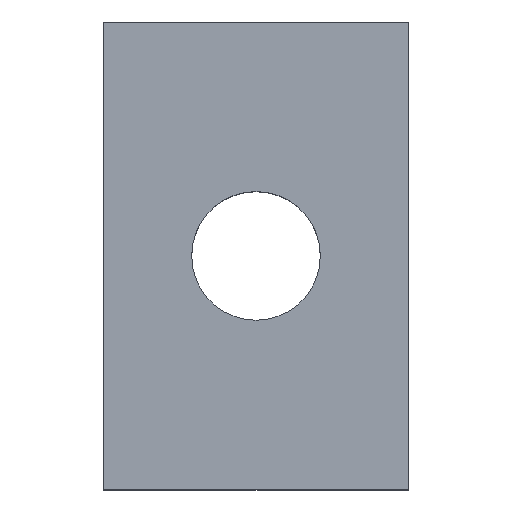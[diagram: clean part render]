
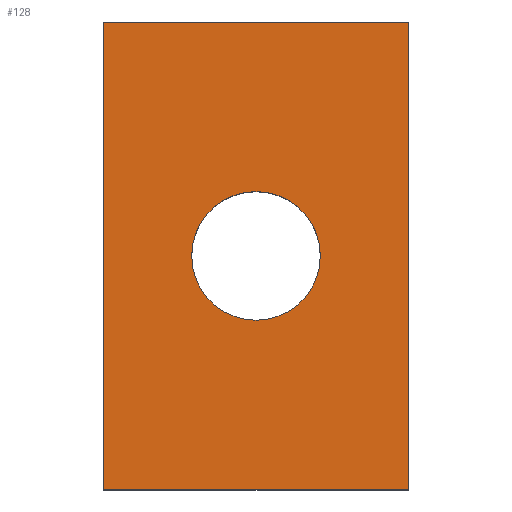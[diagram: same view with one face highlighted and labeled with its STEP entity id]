
A CAD part, top view. The second image highlights one B-rep face of the part: STEP entity #128.
In plain terms, the highlighted planar face has unit normal (0, 0, 1).
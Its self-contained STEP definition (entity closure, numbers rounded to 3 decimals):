
#15=FACE_BOUND('',#36,.T.);
#21=PLANE('',#151);
#28=FACE_OUTER_BOUND('',#35,.T.);
#35=EDGE_LOOP('',(#112,#113,#114,#115));
#36=EDGE_LOOP('',(#116));
#42=LINE('',#200,#55);
#45=LINE('',#206,#58);
#48=LINE('',#212,#61);
#51=LINE('',#216,#64);
#55=VECTOR('',#166,10.);
#58=VECTOR('',#171,10.);
#61=VECTOR('',#176,10.);
#64=VECTOR('',#181,10.);
#65=CIRCLE('',#145,2.75);
#67=VERTEX_POINT('',#188);
#71=VERTEX_POINT('',#197);
#72=VERTEX_POINT('',#199);
#74=VERTEX_POINT('',#205);
#76=VERTEX_POINT('',#211);
#77=EDGE_CURVE('',#67,#67,#65,.T.);
#82=EDGE_CURVE('',#72,#71,#42,.T.);
#85=EDGE_CURVE('',#74,#72,#45,.T.);
#88=EDGE_CURVE('',#76,#74,#48,.T.);
#91=EDGE_CURVE('',#71,#76,#51,.T.);
#112=ORIENTED_EDGE('',*,*,#91,.T.);
#113=ORIENTED_EDGE('',*,*,#88,.T.);
#114=ORIENTED_EDGE('',*,*,#85,.T.);
#115=ORIENTED_EDGE('',*,*,#82,.T.);
#116=ORIENTED_EDGE('',*,*,#77,.T.);
#128=ADVANCED_FACE('',(#28,#15),#21,.T.);
#145=AXIS2_PLACEMENT_3D('',#189,#157,#158);
#151=AXIS2_PLACEMENT_3D('',#217,#182,#183);
#157=DIRECTION('center_axis',(0.,0.,-1.));
#158=DIRECTION('ref_axis',(1.,0.,0.));
#166=DIRECTION('',(0.,1.,0.));
#171=DIRECTION('',(1.,0.,0.));
#176=DIRECTION('',(0.,-1.,0.));
#181=DIRECTION('',(-1.,0.,0.));
#182=DIRECTION('center_axis',(0.,0.,1.));
#183=DIRECTION('ref_axis',(1.,0.,0.));
#188=CARTESIAN_POINT('',(-2.75,0.,6.));
#189=CARTESIAN_POINT('Origin',(0.,0.,6.));
#197=CARTESIAN_POINT('',(6.5,10.,6.));
#199=CARTESIAN_POINT('',(6.5,-10.,6.));
#200=CARTESIAN_POINT('',(6.5,10.,6.));
#205=CARTESIAN_POINT('',(-6.5,-10.,6.));
#206=CARTESIAN_POINT('',(6.5,-10.,6.));
#211=CARTESIAN_POINT('',(-6.5,10.,6.));
#212=CARTESIAN_POINT('',(-6.5,-10.,6.));
#216=CARTESIAN_POINT('',(-6.5,10.,6.));
#217=CARTESIAN_POINT('Origin',(0.,0.,6.));
